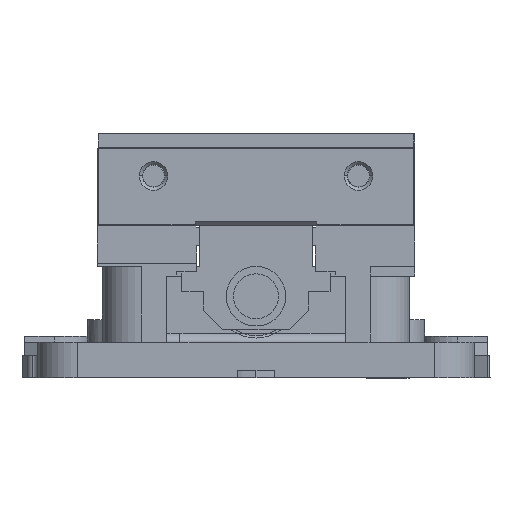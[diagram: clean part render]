
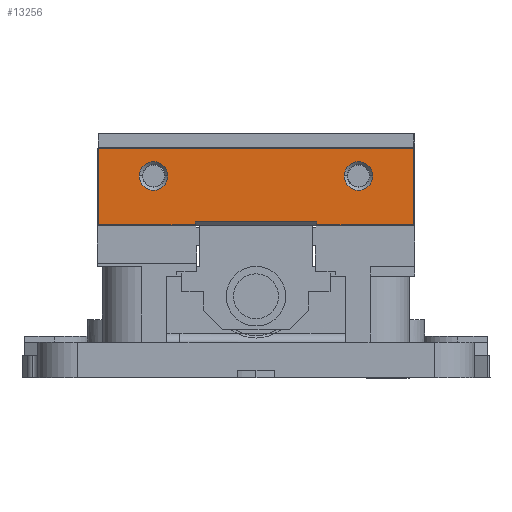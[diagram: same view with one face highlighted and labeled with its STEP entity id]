
A CAD part, left-side view. The second image highlights one B-rep face of the part: STEP entity #13256.
In plain terms, the highlighted planar face has unit normal (-1, 0, 0).
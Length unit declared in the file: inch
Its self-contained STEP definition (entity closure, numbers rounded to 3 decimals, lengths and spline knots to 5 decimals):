
#11946=DIRECTION('',(0.,0.,1.));
#11947=VECTOR('',#11946,0.05);
#11948=CARTESIAN_POINT('',(-8.97875,-1.57478,
2.1147));
#11949=LINE('',#11948,#11947);
#12078=DIRECTION('',(0.,-1.,0.));
#12079=VECTOR('',#12078,1.83);
#12080=CARTESIAN_POINT('',(-8.97875,2.55522,
2.1147));
#12081=LINE('',#12080,#12079);
#12082=DIRECTION('',(0.,0.,-1.));
#12083=VECTOR('',#12082,1.445);
#12084=CARTESIAN_POINT('',(-8.97875,2.55522,
3.5597));
#12085=LINE('',#12084,#12083);
#12086=DIRECTION('',(0.,1.,0.));
#12087=VECTOR('',#12086,5.96);
#12088=CARTESIAN_POINT('',(-8.97875,-3.40478,
3.5597));
#12089=LINE('',#12088,#12087);
#12090=DIRECTION('',(0.,0.,1.));
#12091=VECTOR('',#12090,1.445);
#12092=CARTESIAN_POINT('',(-8.97875,-3.40478,
2.1147));
#12093=LINE('',#12092,#12091);
#12094=DIRECTION('',(0.,-1.,0.));
#12095=VECTOR('',#12094,1.83);
#12096=CARTESIAN_POINT('',(-8.97875,-1.57478,
2.1147));
#12097=LINE('',#12096,#12095);
#12098=DIRECTION('',(0.,-1.,0.));
#12099=VECTOR('',#12098,2.3);
#12100=CARTESIAN_POINT('',(-8.97875,0.72522,
2.1647));
#12101=LINE('',#12100,#12099);
#12102=CARTESIAN_POINT('',(-8.97875,-2.36228,
3.0347));
#12103=DIRECTION('',(1.,0.,0.));
#12104=DIRECTION('',(0.,1.,0.));
#12105=AXIS2_PLACEMENT_3D('',#12102,#12103,#12104);
#12107=CARTESIAN_POINT('',(-8.97875,-2.36228,
3.0347));
#12108=DIRECTION('',(1.,0.,0.));
#12109=DIRECTION('',(0.,-1.,0.));
#12110=AXIS2_PLACEMENT_3D('',#12107,#12108,#12109);
#12112=CARTESIAN_POINT('',(-8.97875,1.51272,
3.0347));
#12113=DIRECTION('',(1.,0.,0.));
#12114=DIRECTION('',(0.,1.,0.));
#12115=AXIS2_PLACEMENT_3D('',#12112,#12113,#12114);
#12117=CARTESIAN_POINT('',(-8.97875,1.51272,
3.0347));
#12118=DIRECTION('',(1.,0.,0.));
#12119=DIRECTION('',(0.,-1.,0.));
#12120=AXIS2_PLACEMENT_3D('',#12117,#12118,#12119);
#12134=DIRECTION('',(0.,0.,-1.));
#12135=VECTOR('',#12134,0.05);
#12136=CARTESIAN_POINT('',(-8.97875,0.72522,
2.1647));
#12137=LINE('',#12136,#12135);
#12672=CARTESIAN_POINT('',(-8.97875,2.55522,
3.5597));
#12674=VERTEX_POINT('',#12672);
#12696=CARTESIAN_POINT('',(-8.97875,-3.40478,
2.1147));
#12697=VERTEX_POINT('',#12696);
#12722=CARTESIAN_POINT('',(-8.97875,1.78272,
3.0347));
#12724=VERTEX_POINT('',#12722);
#12732=CARTESIAN_POINT('',(-8.97875,2.55522,
2.1147));
#12733=CARTESIAN_POINT('',(-8.97875,0.72522,
2.1147));
#12734=VERTEX_POINT('',#12732);
#12735=VERTEX_POINT('',#12733);
#12768=CARTESIAN_POINT('',(-8.97875,0.72522,
2.1647));
#12769=CARTESIAN_POINT('',(-8.97875,-1.57478,
2.1647));
#12770=VERTEX_POINT('',#12768);
#12771=VERTEX_POINT('',#12769);
#12780=CARTESIAN_POINT('',(-8.97875,-3.40478,
3.5597));
#12781=VERTEX_POINT('',#12780);
#12792=CARTESIAN_POINT('',(-8.97875,-2.09228,
3.0347));
#12793=CARTESIAN_POINT('',(-8.97875,-2.63228,
3.0347));
#12794=VERTEX_POINT('',#12792);
#12795=VERTEX_POINT('',#12793);
#12800=CARTESIAN_POINT('',(-8.97875,1.24272,
3.0347));
#12802=VERTEX_POINT('',#12800);
#12808=CARTESIAN_POINT('',(-8.97875,-1.57478,
2.1147));
#12809=VERTEX_POINT('',#12808);
#13224=CARTESIAN_POINT('',(-8.97875,2.57522,
3.5797));
#13225=DIRECTION('',(1.,0.,0.));
#13226=DIRECTION('',(0.,1.,0.));
#13227=AXIS2_PLACEMENT_3D('',#13224,#13225,#13226);
#13228=PLANE('',#13227);
#13230=ORIENTED_EDGE('',*,*,#13229,.F.);
#13232=ORIENTED_EDGE('',*,*,#13231,.F.);
#13234=ORIENTED_EDGE('',*,*,#13233,.F.);
#13235=ORIENTED_EDGE('',*,*,#13192,.F.);
#13236=ORIENTED_EDGE('',*,*,#13218,.F.);
#13237=ORIENTED_EDGE('',*,*,#13004,.T.);
#13239=ORIENTED_EDGE('',*,*,#13238,.F.);
#13241=ORIENTED_EDGE('',*,*,#13240,.T.);
#13242=EDGE_LOOP('',(#13230,#13232,#13234,#13235,#13236,#13237,#13239,#13241));
#13243=FACE_OUTER_BOUND('',#13242,.F.);
#13245=ORIENTED_EDGE('',*,*,#13244,.F.);
#13247=ORIENTED_EDGE('',*,*,#13246,.F.);
#13248=EDGE_LOOP('',(#13245,#13247));
#13249=FACE_BOUND('',#13248,.F.);
#13251=ORIENTED_EDGE('',*,*,#13250,.F.);
#13253=ORIENTED_EDGE('',*,*,#13252,.F.);
#13254=EDGE_LOOP('',(#13251,#13253));
#13255=FACE_BOUND('',#13254,.F.);
#12106=CIRCLE('',#12105,0.27);
#12111=CIRCLE('',#12110,0.27);
#12116=CIRCLE('',#12115,0.27);
#12121=CIRCLE('',#12120,0.27);
#13004=EDGE_CURVE('',#12809,#12771,#11949,.T.);
#13192=EDGE_CURVE('',#12697,#12781,#12093,.T.);
#13218=EDGE_CURVE('',#12809,#12697,#12097,.T.);
#13229=EDGE_CURVE('',#12734,#12735,#12081,.T.);
#13231=EDGE_CURVE('',#12674,#12734,#12085,.T.);
#13233=EDGE_CURVE('',#12781,#12674,#12089,.T.);
#13238=EDGE_CURVE('',#12770,#12771,#12101,.T.);
#13240=EDGE_CURVE('',#12770,#12735,#12137,.T.);
#13244=EDGE_CURVE('',#12794,#12795,#12106,.T.);
#13246=EDGE_CURVE('',#12795,#12794,#12111,.T.);
#13250=EDGE_CURVE('',#12724,#12802,#12116,.T.);
#13252=EDGE_CURVE('',#12802,#12724,#12121,.T.);
#13256=ADVANCED_FACE('',(#13243,#13249,#13255),#13228,.F.);
